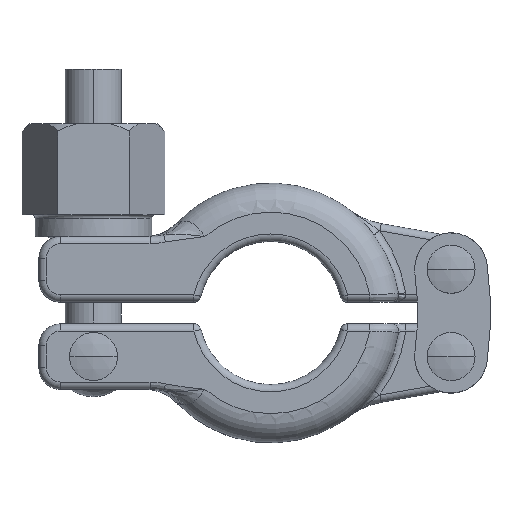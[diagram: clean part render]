
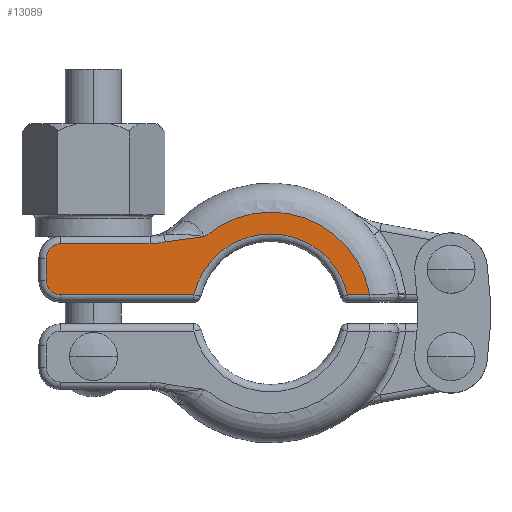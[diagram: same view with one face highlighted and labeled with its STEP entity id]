
A CAD part, top view. The second image highlights one B-rep face of the part: STEP entity #13089.
In plain terms, the highlighted planar face has unit normal (0, 0, 1).
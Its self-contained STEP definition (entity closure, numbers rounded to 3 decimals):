
#357 = VECTOR ( 'NONE', #3734, 1000. ) ;
#417 = DIRECTION ( 'NONE',  ( 0., 0., -1. ) ) ;
#421 = DIRECTION ( 'NONE',  ( 0., 0., 1. ) ) ;
#600 = LINE ( 'NONE', #13456, #357 ) ;
#617 = VERTEX_POINT ( 'NONE', #11226 ) ;
#815 = ORIENTED_EDGE ( 'NONE', *, *, #12859, .T. ) ;
#854 = LINE ( 'NONE', #10827, #2111 ) ;
#926 = CARTESIAN_POINT ( 'NONE',  ( -16.578, 9.5, 8.5 ) ) ;
#1074 = VERTEX_POINT ( 'NONE', #3078 ) ;
#1250 = DIRECTION ( 'NONE',  ( 1., 0., 0. ) ) ;
#1310 = DIRECTION ( 'NONE',  ( 0., -1., 0. ) ) ;
#1524 = CARTESIAN_POINT ( 'NONE',  ( -9.032, 10.5, 8.5 ) ) ;
#1601 = CIRCLE ( 'NONE', #7822, 2. ) ;
#1766 = ORIENTED_EDGE ( 'NONE', *, *, #9956, .T. ) ;
#1886 = ORIENTED_EDGE ( 'NONE', *, *, #10877, .T. ) ;
#2111 = VECTOR ( 'NONE', #1310, 1000. ) ;
#2522 = CIRCLE ( 'NONE', #11836, 2. ) ;
#2767 = AXIS2_PLACEMENT_3D ( 'NONE', #3258, #11850, #5409 ) ;
#2768 = VECTOR ( 'NONE', #13362, 1000. ) ;
#2786 = B_SPLINE_CURVE_WITH_KNOTS ( 'NONE', 3,
 ( #4863, #11234, #6724, #10942, #5692, #7289, #3053, #6183 ),
 .UNSPECIFIED., .F., .F.,
 ( 4, 2, 2, 4 ),
 ( 0., 0.002, 0.004, 0.005 ),
 .UNSPECIFIED. ) ;
#3053 = CARTESIAN_POINT ( 'NONE',  ( -14.003, 9.864, 8.5 ) ) ;
#3078 = CARTESIAN_POINT ( 'NONE',  ( 10.558, 2.5, 8.5 ) ) ;
#3165 = VERTEX_POINT ( 'NONE', #6234 ) ;
#3258 = CARTESIAN_POINT ( 'NONE',  ( 0., 0., 8.5 ) ) ;
#3582 = EDGE_LOOP ( 'NONE', ( #10028, #13099, #4490, #13052, #1766, #10067, #1886, #8062, #815, #8134 ) ) ;
#3734 = DIRECTION ( 'NONE',  ( -1., 0., 0. ) ) ;
#3887 = B_SPLINE_CURVE_WITH_KNOTS ( 'NONE', 3,
 ( #9818, #9065, #8860, #6874 ),
 .UNSPECIFIED., .F., .F.,
 ( 4, 4 ),
 ( 0., 0.002 ),
 .UNSPECIFIED. ) ;
#3997 = LINE ( 'NONE', #5173, #6327 ) ;
#4490 = ORIENTED_EDGE ( 'NONE', *, *, #9746, .T. ) ;
#4509 = FACE_OUTER_BOUND ( 'NONE', #3582, .T. ) ;
#4604 = DIRECTION ( 'NONE',  ( 0., 0., 1. ) ) ;
#4661 = DIRECTION ( 'NONE',  ( 1., 0., 0. ) ) ;
#4863 = CARTESIAN_POINT ( 'NONE',  ( -9.032, 10.5, 8.5 ) ) ;
#5173 = CARTESIAN_POINT ( 'NONE',  ( -9.735, 2.5, 8.5 ) ) ;
#5232 = CIRCLE ( 'NONE', #12984, 10.85 ) ;
#5409 = DIRECTION ( 'NONE',  ( 1., 0., 0. ) ) ;
#5692 = CARTESIAN_POINT ( 'NONE',  ( -12.654, 10.082, 8.5 ) ) ;
#5800 = EDGE_CURVE ( 'NONE', #12090, #9034, #600, .T. ) ;
#6183 = CARTESIAN_POINT ( 'NONE',  ( -14.448, 9.758, 8.5 ) ) ;
#6213 = EDGE_CURVE ( 'NONE', #1074, #11389, #9095, .T. ) ;
#6234 = CARTESIAN_POINT ( 'NONE',  ( -28.85, 2.5, 8.5 ) ) ;
#6327 = VECTOR ( 'NONE', #9377, 1000. ) ;
#6427 = EDGE_CURVE ( 'NONE', #11056, #7805, #854, .T. ) ;
#6615 = VERTEX_POINT ( 'NONE', #1524 ) ;
#6724 = CARTESIAN_POINT ( 'NONE',  ( -10.845, 10.31, 8.5 ) ) ;
#6874 = CARTESIAN_POINT ( 'NONE',  ( -16.578, 9.5, 8.5 ) ) ;
#6926 = CARTESIAN_POINT ( 'NONE',  ( -30.85, 7.5, 8.5 ) ) ;
#7289 = CARTESIAN_POINT ( 'NONE',  ( -13.555, 9.942, 8.5 ) ) ;
#7410 = AXIS2_PLACEMENT_3D ( 'NONE', #11798, #421, #12854 ) ;
#7639 = CARTESIAN_POINT ( 'NONE',  ( -28.85, 4.5, 8.5 ) ) ;
#7655 = EDGE_CURVE ( 'NONE', #3165, #617, #3997, .T. ) ;
#7805 = VERTEX_POINT ( 'NONE', #11870 ) ;
#7822 = AXIS2_PLACEMENT_3D ( 'NONE', #13168, #7886, #11979 ) ;
#7886 = DIRECTION ( 'NONE',  ( 0., 0., 1. ) ) ;
#8062 = ORIENTED_EDGE ( 'NONE', *, *, #7655, .T. ) ;
#8134 = ORIENTED_EDGE ( 'NONE', *, *, #6213, .T. ) ;
#8631 = CARTESIAN_POINT ( 'NONE',  ( -28.85, 9.5, 8.5 ) ) ;
#8860 = CARTESIAN_POINT ( 'NONE',  ( -15.857, 9.5, 8.5 ) ) ;
#9034 = VERTEX_POINT ( 'NONE', #8631 ) ;
#9065 = CARTESIAN_POINT ( 'NONE',  ( -15.148, 9.593, 8.5 ) ) ;
#9095 = LINE ( 'NONE', #13148, #2768 ) ;
#9377 = DIRECTION ( 'NONE',  ( 1., 0., 0. ) ) ;
#9746 = EDGE_CURVE ( 'NONE', #11280, #12090, #3887, .T. ) ;
#9818 = CARTESIAN_POINT ( 'NONE',  ( -14.448, 9.758, 8.5 ) ) ;
#9914 = CARTESIAN_POINT ( 'NONE',  ( 0., 0., 8.5 ) ) ;
#9956 = EDGE_CURVE ( 'NONE', #9034, #11056, #1601, .T. ) ;
#10028 = ORIENTED_EDGE ( 'NONE', *, *, #10847, .T. ) ;
#10067 = ORIENTED_EDGE ( 'NONE', *, *, #6427, .T. ) ;
#10816 = PLANE ( 'NONE',  #2767 ) ;
#10827 = CARTESIAN_POINT ( 'NONE',  ( -30.85, 4.5, 8.5 ) ) ;
#10847 = EDGE_CURVE ( 'NONE', #11389, #6615, #13411, .T. ) ;
#10877 = EDGE_CURVE ( 'NONE', #7805, #3165, #2522, .T. ) ;
#10942 = CARTESIAN_POINT ( 'NONE',  ( -12.203, 10.142, 8.5 ) ) ;
#11056 = VERTEX_POINT ( 'NONE', #6926 ) ;
#11226 = CARTESIAN_POINT ( 'NONE',  ( -10.558, 2.5, 8.5 ) ) ;
#11234 = CARTESIAN_POINT ( 'NONE',  ( -9.938, 10.404, 8.5 ) ) ;
#11280 = VERTEX_POINT ( 'NONE', #11418 ) ;
#11389 = VERTEX_POINT ( 'NONE', #12872 ) ;
#11418 = CARTESIAN_POINT ( 'NONE',  ( -14.448, 9.758, 8.5 ) ) ;
#11798 = CARTESIAN_POINT ( 'NONE',  ( 0., 0., 8.5 ) ) ;
#11836 = AXIS2_PLACEMENT_3D ( 'NONE', #7639, #4604, #1250 ) ;
#11850 = DIRECTION ( 'NONE',  ( 0., 0., 1. ) ) ;
#11870 = CARTESIAN_POINT ( 'NONE',  ( -30.85, 4.5, 8.5 ) ) ;
#11979 = DIRECTION ( 'NONE',  ( 1., 0., 0. ) ) ;
#12090 = VERTEX_POINT ( 'NONE', #926 ) ;
#12854 = DIRECTION ( 'NONE',  ( 1., 0., 0. ) ) ;
#12859 = EDGE_CURVE ( 'NONE', #617, #1074, #5232, .T. ) ;
#12872 = CARTESIAN_POINT ( 'NONE',  ( 13.622, 2.5, 8.5 ) ) ;
#12984 = AXIS2_PLACEMENT_3D ( 'NONE', #9914, #417, #4661 ) ;
#13052 = ORIENTED_EDGE ( 'NONE', *, *, #5800, .T. ) ;
#13089 = ADVANCED_FACE ( 'NONE', ( #4509 ), #10816, .T. ) ;
#13099 = ORIENTED_EDGE ( 'NONE', *, *, #13275, .T. ) ;
#13148 = CARTESIAN_POINT ( 'NONE',  ( 13.769, 2.5, 8.5 ) ) ;
#13168 = CARTESIAN_POINT ( 'NONE',  ( -28.85, 7.5, 8.5 ) ) ;
#13275 = EDGE_CURVE ( 'NONE', #6615, #11280, #2786, .T. ) ;
#13362 = DIRECTION ( 'NONE',  ( 1., 0., 0. ) ) ;
#13411 = CIRCLE ( 'NONE', #7410, 13.85 ) ;
#13456 = CARTESIAN_POINT ( 'NONE',  ( -28.85, 9.5, 8.5 ) ) ;
